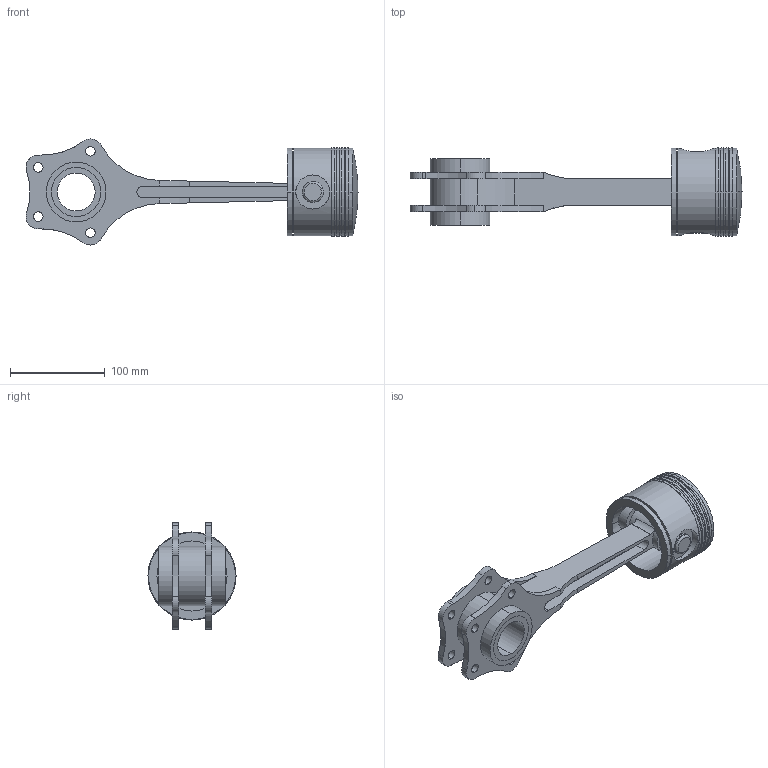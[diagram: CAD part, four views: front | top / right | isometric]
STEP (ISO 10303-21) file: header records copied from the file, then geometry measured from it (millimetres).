
FILE_DESCRIPTION (( 'STEP AP214' ), '1' );
FILE_NAME ('master_rod_piston_assembly.STEP', '2025-07-13T18:29:18', ( '' ), ( '' ), 'SwSTEP 2.0', 'SolidWorks 2025', '' );
FILE_SCHEMA (( 'AUTOMOTIVE_DESIGN' ));
Length unit declared in the file: millimetre
Products named in the file (9): piston; master_rod; piston_ring; piston_pin; piston_pin_plug; master_rod_bearing; piston_head_with_rings_assembly; rod_bush_upper; master_rod_piston_assembly
Assembly tree (12 placements, depth 3):
  master_rod_piston_assembly
    master_rod
    piston_head_with_rings_assembly
      piston
      piston_ring  x4
    piston_pin
    piston_pin_plug  x2
    master_rod_bearing
    rod_bush_upper
Bounding box: 350.68 x 93 x 112 mm (x, y, z)
Volume: 578139.5 mm3; surface area: 205400.9 mm2
Topology: 11 solids, 11 shells, 214 faces, 521 edges, 345 vertices
Faces by surface type: cylinder 146, plane 62, torus 4, sphere 2
Entity records: 6082 total; most frequent: CARTESIAN_POINT 1373, DIRECTION 1033, ORIENTED_EDGE 866, AXIS2_PLACEMENT_3D 435, EDGE_CURVE 433, VERTEX_POINT 287, CIRCLE 244, EDGE_LOOP 220
